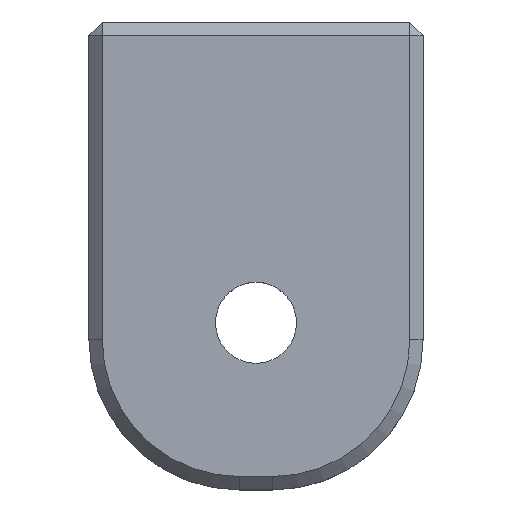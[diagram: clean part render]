
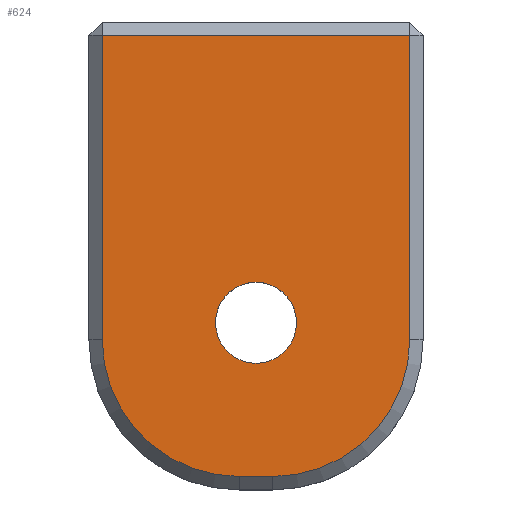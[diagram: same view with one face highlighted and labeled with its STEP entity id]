
A CAD part, top view. The second image highlights one B-rep face of the part: STEP entity #624.
In plain terms, the highlighted planar face has unit normal (0, 0, 1).
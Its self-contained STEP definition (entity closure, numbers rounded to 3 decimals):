
#28=FACE_BOUND('',#131,.T.);
#52=PLANE('',#695);
#88=FACE_OUTER_BOUND('',#130,.T.);
#130=EDGE_LOOP('',(#556,#557,#558,#559,#560,#561));
#131=EDGE_LOOP('',(#562));
#190=LINE('',#1020,#253);
#192=LINE('',#1025,#255);
#196=LINE('',#1037,#259);
#198=LINE('',#1044,#261);
#253=VECTOR('',#835,10.);
#255=VECTOR('',#841,10.);
#259=VECTOR('',#853,10.);
#261=VECTOR('',#863,10.);
#279=CIRCLE('',#688,8.2);
#281=CIRCLE('',#692,8.2);
#282=CIRCLE('',#696,2.425);
#323=VERTEX_POINT('',#1009);
#324=VERTEX_POINT('',#1015);
#325=VERTEX_POINT('',#1023);
#327=VERTEX_POINT('',#1029);
#329=VERTEX_POINT('',#1035);
#330=VERTEX_POINT('',#1040);
#331=VERTEX_POINT('',#1048);
#398=EDGE_CURVE('',#324,#323,#190,.T.);
#400=EDGE_CURVE('',#325,#324,#192,.T.);
#403=EDGE_CURVE('',#327,#325,#279,.T.);
#406=EDGE_CURVE('',#329,#327,#196,.T.);
#409=EDGE_CURVE('',#330,#329,#281,.T.);
#410=EDGE_CURVE('',#323,#330,#198,.T.);
#412=EDGE_CURVE('',#331,#331,#282,.T.);
#556=ORIENTED_EDGE('',*,*,#398,.F.);
#557=ORIENTED_EDGE('',*,*,#400,.F.);
#558=ORIENTED_EDGE('',*,*,#403,.F.);
#559=ORIENTED_EDGE('',*,*,#406,.F.);
#560=ORIENTED_EDGE('',*,*,#409,.F.);
#561=ORIENTED_EDGE('',*,*,#410,.F.);
#562=ORIENTED_EDGE('',*,*,#412,.T.);
#624=ADVANCED_FACE('',(#88,#28),#52,.T.);
#688=AXIS2_PLACEMENT_3D('',#1031,#847,#848);
#692=AXIS2_PLACEMENT_3D('',#1042,#859,#860);
#695=AXIS2_PLACEMENT_3D('',#1047,#867,#868);
#696=AXIS2_PLACEMENT_3D('',#1049,#869,#870);
#835=DIRECTION('',(1.,0.,0.));
#841=DIRECTION('',(0.,1.,0.));
#847=DIRECTION('center_axis',(0.,0.,-1.));
#848=DIRECTION('ref_axis',(-0.707,-0.707,0.));
#853=DIRECTION('',(-1.,0.,0.));
#859=DIRECTION('center_axis',(0.,0.,-1.));
#860=DIRECTION('ref_axis',(0.707,-0.707,0.));
#863=DIRECTION('',(0.,-1.,0.));
#867=DIRECTION('center_axis',(0.,0.,1.));
#868=DIRECTION('ref_axis',(-1.,0.,0.));
#869=DIRECTION('center_axis',(0.,0.,-1.));
#870=DIRECTION('ref_axis',(1.,0.,0.));
#1009=CARTESIAN_POINT('',(-185.862,379.2,-21.));
#1015=CARTESIAN_POINT('',(-204.262,379.2,-21.));
#1020=CARTESIAN_POINT('',(-190.062,379.2,-21.));
#1023=CARTESIAN_POINT('',(-204.262,361.,-21.));
#1025=CARTESIAN_POINT('',(-204.262,380.,-21.));
#1029=CARTESIAN_POINT('',(-196.062,352.8,-21.));
#1031=CARTESIAN_POINT('Origin',(-196.062,361.,-21.));
#1035=CARTESIAN_POINT('',(-194.062,352.8,-21.));
#1037=CARTESIAN_POINT('',(-190.062,352.8,-21.));
#1040=CARTESIAN_POINT('',(-185.862,361.,-21.));
#1042=CARTESIAN_POINT('Origin',(-194.062,361.,-21.));
#1044=CARTESIAN_POINT('',(-185.862,380.,-21.));
#1047=CARTESIAN_POINT('Origin',(-185.062,380.,-21.));
#1048=CARTESIAN_POINT('',(-197.487,362.,-21.));
#1049=CARTESIAN_POINT('Origin',(-195.062,362.,-21.));
